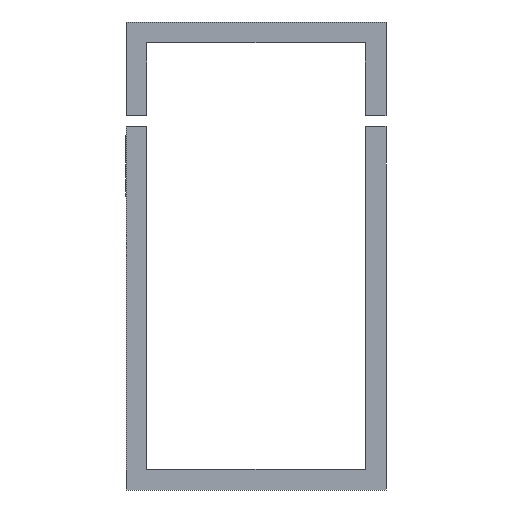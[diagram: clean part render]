
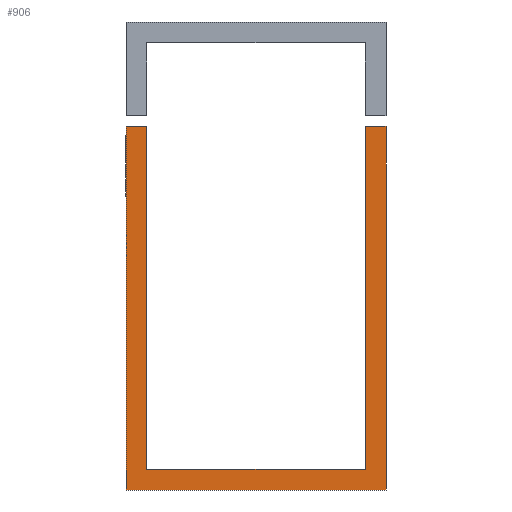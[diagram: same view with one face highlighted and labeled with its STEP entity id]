
A CAD part, front view. The second image highlights one B-rep face of the part: STEP entity #906.
In plain terms, the highlighted planar face has unit normal (0, -1, 0).
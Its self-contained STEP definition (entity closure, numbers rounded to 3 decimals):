
#617 = VERTEX_POINT('',#618);
#618 = CARTESIAN_POINT('',(-12.5,-9.,-17.5));
#626 = VERTEX_POINT('',#627);
#627 = CARTESIAN_POINT('',(12.5,-9.,-17.5));
#633 = EDGE_CURVE('',#617,#626,#634,.T.);
#634 = LINE('',#635,#636);
#635 = CARTESIAN_POINT('',(-12.5,-9.,-17.5));
#636 = VECTOR('',#637,1.);
#637 = DIRECTION('',(1.,0.,0.));
#881 = VERTEX_POINT('',#882);
#882 = CARTESIAN_POINT('',(12.5,-9.,17.5));
#888 = EDGE_CURVE('',#881,#889,#891,.T.);
#889 = VERTEX_POINT('',#890);
#890 = CARTESIAN_POINT('',(10.5,-9.,17.5));
#891 = LINE('',#892,#893);
#892 = CARTESIAN_POINT('',(12.5,-9.,17.5));
#893 = VECTOR('',#894,1.);
#894 = DIRECTION('',(-1.,0.,0.));
#906 = ADVANCED_FACE('',(#907),#955,.F.);
#907 = FACE_BOUND('',#908,.T.);
#908 = EDGE_LOOP('',(#909,#910,#916,#917,#925,#933,#941,#949));
#909 = ORIENTED_EDGE('',*,*,#633,.T.);
#910 = ORIENTED_EDGE('',*,*,#911,.T.);
#911 = EDGE_CURVE('',#626,#881,#912,.T.);
#912 = LINE('',#913,#914);
#913 = CARTESIAN_POINT('',(12.5,-9.,-17.5));
#914 = VECTOR('',#915,1.);
#915 = DIRECTION('',(0.,0.,1.));
#916 = ORIENTED_EDGE('',*,*,#888,.T.);
#917 = ORIENTED_EDGE('',*,*,#918,.T.);
#918 = EDGE_CURVE('',#889,#919,#921,.T.);
#919 = VERTEX_POINT('',#920);
#920 = CARTESIAN_POINT('',(10.5,-9.,-15.5));
#921 = LINE('',#922,#923);
#922 = CARTESIAN_POINT('',(10.5,-9.,17.5));
#923 = VECTOR('',#924,1.);
#924 = DIRECTION('',(0.,0.,-1.));
#925 = ORIENTED_EDGE('',*,*,#926,.T.);
#926 = EDGE_CURVE('',#919,#927,#929,.T.);
#927 = VERTEX_POINT('',#928);
#928 = CARTESIAN_POINT('',(-10.5,-9.,-15.5));
#929 = LINE('',#930,#931);
#930 = CARTESIAN_POINT('',(10.5,-9.,-15.5));
#931 = VECTOR('',#932,1.);
#932 = DIRECTION('',(-1.,0.,0.));
#933 = ORIENTED_EDGE('',*,*,#934,.T.);
#934 = EDGE_CURVE('',#927,#935,#937,.T.);
#935 = VERTEX_POINT('',#936);
#936 = CARTESIAN_POINT('',(-10.5,-9.,17.5));
#937 = LINE('',#938,#939);
#938 = CARTESIAN_POINT('',(-10.5,-9.,-15.5));
#939 = VECTOR('',#940,1.);
#940 = DIRECTION('',(0.,0.,1.));
#941 = ORIENTED_EDGE('',*,*,#942,.T.);
#942 = EDGE_CURVE('',#935,#943,#945,.T.);
#943 = VERTEX_POINT('',#944);
#944 = CARTESIAN_POINT('',(-12.5,-9.,17.5));
#945 = LINE('',#946,#947);
#946 = CARTESIAN_POINT('',(-10.5,-9.,17.5));
#947 = VECTOR('',#948,1.);
#948 = DIRECTION('',(-1.,0.,0.));
#949 = ORIENTED_EDGE('',*,*,#950,.T.);
#950 = EDGE_CURVE('',#943,#617,#951,.T.);
#951 = LINE('',#952,#953);
#952 = CARTESIAN_POINT('',(-12.5,-9.,17.5));
#953 = VECTOR('',#954,1.);
#954 = DIRECTION('',(0.,0.,-1.));
#955 = PLANE('',#956);
#956 = AXIS2_PLACEMENT_3D('',#957,#958,#959);
#957 = CARTESIAN_POINT('',(0.,-9.,-3.371));
#958 = DIRECTION('',(0.,1.,0.));
#959 = DIRECTION('',(0.,0.,1.));
